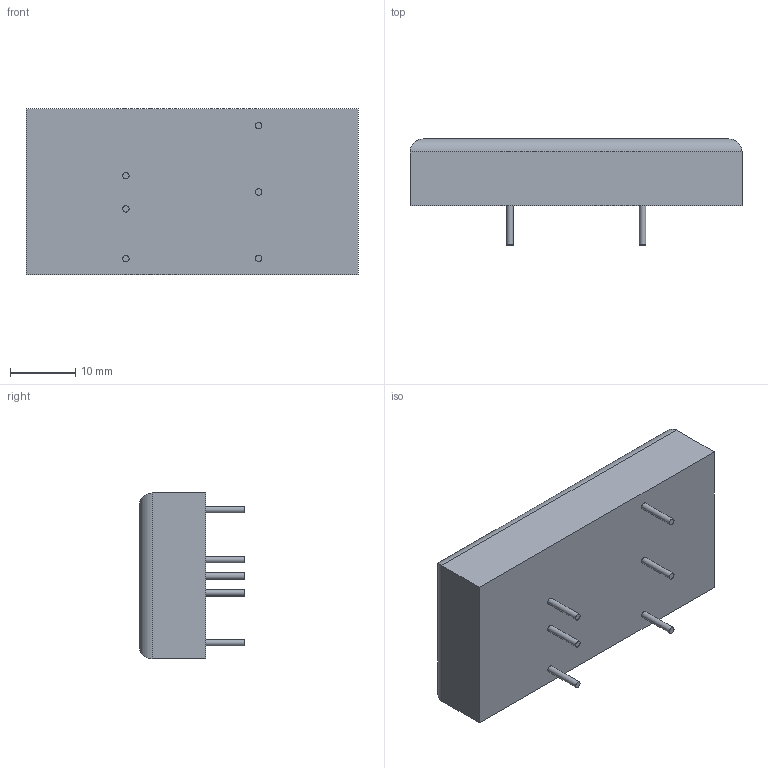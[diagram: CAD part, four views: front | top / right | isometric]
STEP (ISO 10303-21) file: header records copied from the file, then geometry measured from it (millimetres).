
FILE_DESCRIPTION((''),'2;1');
FILE_NAME('traco.stp','2017-02-17T11:45:32',('belohrad'),(''),'Autodesk Inventor 2013','Autodesk Inventor 2013','');
FILE_SCHEMA(('AUTOMOTIVE_DESIGN { 1 0 10303 214 1 1 1 1 }'));
Length unit declared in the file: millimetre
Products named in the file (1): traco
Bounding box: 50.8 x 16.2 x 25.4 mm (x, y, z)
Volume: 13061.8 mm3; surface area: 4115.1 mm2
Topology: 1 solids, 1 shells, 22 faces, 38 edges, 24 vertices
Faces by surface type: plane 12, cylinder 10
Full cylindrical faces by diameter (mm): 1 x6
Entity records: 522 total; most frequent: DIRECTION 94, CARTESIAN_POINT 79, ORIENTED_EDGE 64, AXIS2_PLACEMENT_3D 39, EDGE_LOOP 34, EDGE_CURVE 32, VERTEX_POINT 24, FACE_OUTER_BOUND 22
